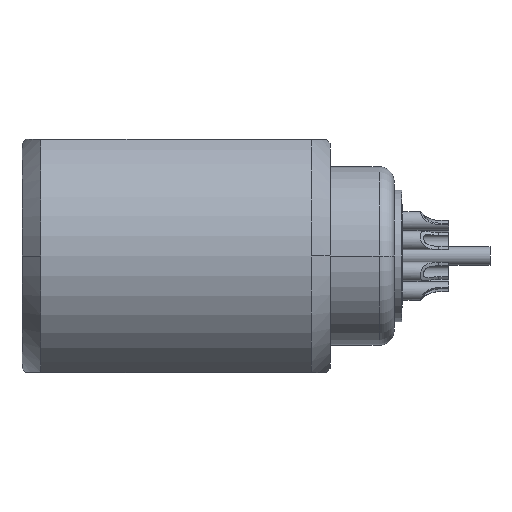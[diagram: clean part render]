
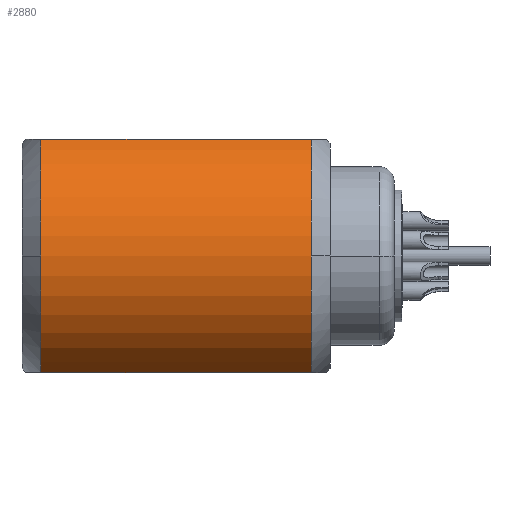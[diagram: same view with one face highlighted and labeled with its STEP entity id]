
A CAD part, front view. The second image highlights one B-rep face of the part: STEP entity #2880.
In plain terms, the highlighted cylindrical face has radius 7 mm (diameter 14 mm), a partial arc.
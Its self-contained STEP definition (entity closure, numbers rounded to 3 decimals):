
#375=CARTESIAN_POINT('',(0.,0.,0.));
#376=DIRECTION('',(-1.,0.,0.));
#377=DIRECTION('',(0.,-1.,0.));
#378=AXIS2_PLACEMENT_3D('',#375,#376,#377);
#380=CARTESIAN_POINT('',(0.,0.,0.));
#381=DIRECTION('',(-1.,0.,0.));
#382=DIRECTION('',(0.,-0.464,-0.886));
#383=AXIS2_PLACEMENT_3D('',#380,#381,#382);
#385=DIRECTION('',(1.,0.,0.));
#386=VECTOR('',#385,14.4);
#387=CARTESIAN_POINT('',(-14.4,-3.25,-6.2));
#388=LINE('',#387,#386);
#389=DIRECTION('',(1.,0.,0.));
#390=VECTOR('',#389,14.4);
#391=CARTESIAN_POINT('',(-14.4,-3.25,6.2));
#392=LINE('',#391,#390);
#402=CARTESIAN_POINT('',(-14.4,0.,0.));
#403=DIRECTION('',(1.,0.,0.));
#404=DIRECTION('',(0.,-0.464,0.886));
#405=AXIS2_PLACEMENT_3D('',#402,#403,#404);
#447=CARTESIAN_POINT('',(-14.4,0.,0.));
#448=DIRECTION('',(-1.,0.,0.));
#449=DIRECTION('',(0.,-0.464,-0.886));
#450=AXIS2_PLACEMENT_3D('',#447,#448,#449);
#1961=CARTESIAN_POINT('',(-14.4,-7.,0.));
#1963=VERTEX_POINT('',#1961);
#1969=CARTESIAN_POINT('',(-14.4,-3.25,6.2));
#1970=CARTESIAN_POINT('',(0.,-3.25,6.2));
#1971=VERTEX_POINT('',#1969);
#1972=VERTEX_POINT('',#1970);
#1973=CARTESIAN_POINT('',(-14.4,-3.25,-6.2));
#1974=CARTESIAN_POINT('',(0.,-3.25,-6.2));
#1975=VERTEX_POINT('',#1973);
#1976=VERTEX_POINT('',#1974);
#1997=CARTESIAN_POINT('',(0.,-7.,
0.));
#1998=VERTEX_POINT('',#1997);
#2863=CARTESIAN_POINT('',(-16.39,0.,0.));
#2864=DIRECTION('',(1.,0.,0.));
#2865=DIRECTION('',(0.,-1.,0.));
#2866=AXIS2_PLACEMENT_3D('',#2863,#2864,#2865);
#2867=CYLINDRICAL_SURFACE('',#2866,7.);
#2869=ORIENTED_EDGE('',*,*,#2868,.F.);
#2870=ORIENTED_EDGE('',*,*,#2797,.F.);
#2871=ORIENTED_EDGE('',*,*,#2821,.F.);
#2873=ORIENTED_EDGE('',*,*,#2872,.T.);
#2875=ORIENTED_EDGE('',*,*,#2874,.F.);
#2877=ORIENTED_EDGE('',*,*,#2876,.T.);
#2878=EDGE_LOOP('',(#2869,#2870,#2871,#2873,#2875,#2877));
#2879=FACE_OUTER_BOUND('',#2878,.F.);
#379=CIRCLE('',#378,7.);
#384=CIRCLE('',#383,7.);
#406=CIRCLE('',#405,7.);
#451=CIRCLE('',#450,7.);
#2797=EDGE_CURVE('',#1976,#1998,#384,.T.);
#2821=EDGE_CURVE('',#1975,#1976,#388,.T.);
#2868=EDGE_CURVE('',#1998,#1972,#379,.T.);
#2872=EDGE_CURVE('',#1975,#1963,#451,.T.);
#2874=EDGE_CURVE('',#1971,#1963,#406,.T.);
#2876=EDGE_CURVE('',#1971,#1972,#392,.T.);
#2880=ADVANCED_FACE('',(#2879),#2867,.T.);
